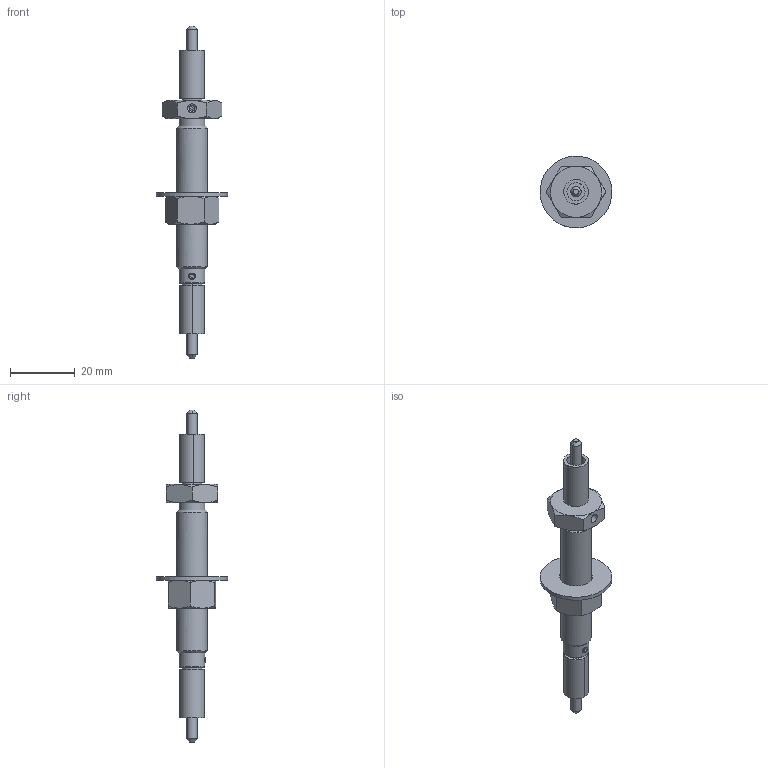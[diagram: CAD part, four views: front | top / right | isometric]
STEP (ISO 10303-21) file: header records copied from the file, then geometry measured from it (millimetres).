
FILE_DESCRIPTION(/* description */ ('Alibre Inc.'),/* implementation_level */ '2;1');
FILE_NAME(/* name */ 'export0',/* time_stamp */ '2015-06-04T14:02:58-07:00',/* author */ (''),/* organization */ (''),/* preprocessor_version */ 'ST-DEVELOPER v14',/* originating_system */ 'Alibre',/* authorisation */ '');
FILE_SCHEMA (('CONFIG_CONTROL_DESIGN'));
Length unit declared in the file: centimetre
Products named in the file (1): ID_1
Bounding box: 22.09 x 22.09 x 102.27 mm (x, y, z)
Volume: 7276.7 mm3; surface area: 4351.1 mm2
Topology: 1 solids, 3 shells, 111 faces, 231 edges, 149 vertices
Faces by surface type: plane 49, cylinder 33, cone 29
Full cylindrical faces by diameter (mm): 1.778 x3, 2.776 x2, 3.15 x2, 5.588 x2, 8.001 x2, 9.525 x3, 10.16 x1, 11.684 x1, 22.098 x1
Entity records: 2953 total; most frequent: CARTESIAN_POINT 787, ORIENTED_EDGE 394, DIRECTION 377, EDGE_CURVE 197, AXIS2_PLACEMENT_3D 178, EDGE_LOOP 160, FACE_BOUND 160, VERTEX_POINT 141
